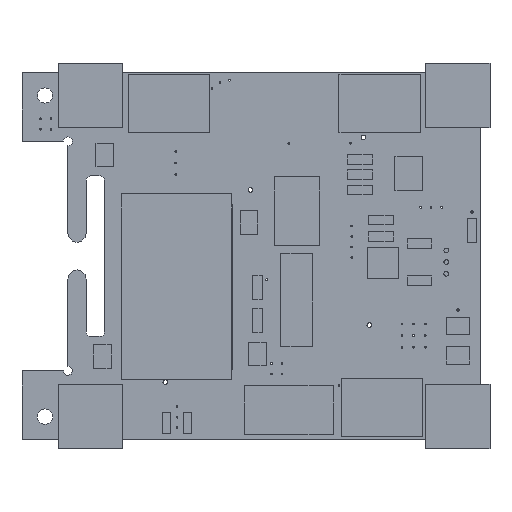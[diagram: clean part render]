
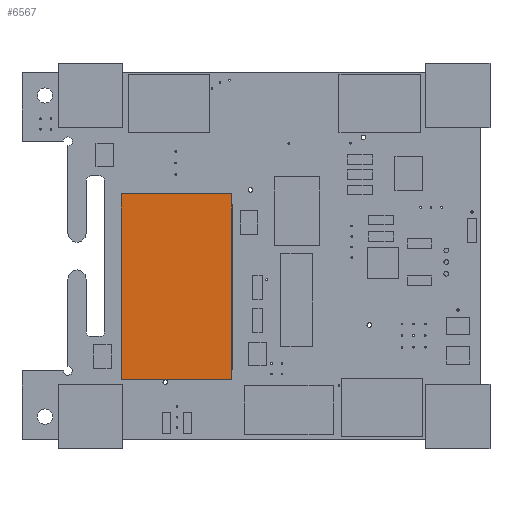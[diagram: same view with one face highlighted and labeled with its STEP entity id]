
A CAD part, top view. The second image highlights one B-rep face of the part: STEP entity #6567.
In plain terms, the highlighted planar face has unit normal (0, 0, 1).
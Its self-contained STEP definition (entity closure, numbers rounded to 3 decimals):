
#498=PLANE('',#7252);
#819=FACE_OUTER_BOUND('',#1284,.T.);
#1284=EDGE_LOOP('',(#5831,#5832,#5833,#5834));
#1899=LINE('',#10620,#2594);
#1902=LINE('',#10626,#2597);
#1905=LINE('',#10632,#2600);
#1908=LINE('',#10636,#2603);
#2594=VECTOR('',#8768,10.);
#2597=VECTOR('',#8773,10.);
#2600=VECTOR('',#8778,10.);
#2603=VECTOR('',#8783,10.);
#3406=VERTEX_POINT('',#10617);
#3407=VERTEX_POINT('',#10619);
#3409=VERTEX_POINT('',#10625);
#3411=VERTEX_POINT('',#10631);
#4227=EDGE_CURVE('',#3407,#3406,#1899,.T.);
#4230=EDGE_CURVE('',#3409,#3407,#1902,.T.);
#4233=EDGE_CURVE('',#3411,#3409,#1905,.T.);
#4236=EDGE_CURVE('',#3406,#3411,#1908,.T.);
#5831=ORIENTED_EDGE('',*,*,#4236,.T.);
#5832=ORIENTED_EDGE('',*,*,#4233,.T.);
#5833=ORIENTED_EDGE('',*,*,#4230,.T.);
#5834=ORIENTED_EDGE('',*,*,#4227,.T.);
#6567=ADVANCED_FACE('',(#819),#498,.T.);
#7252=AXIS2_PLACEMENT_3D('',#10637,#8784,#8785);
#8768=DIRECTION('',(-1.,0.,0.));
#8773=DIRECTION('',(0.,1.,0.));
#8778=DIRECTION('',(1.,0.,0.));
#8783=DIRECTION('',(0.,-1.,0.));
#8784=DIRECTION('center_axis',(0.,0.,1.));
#8785=DIRECTION('ref_axis',(1.,0.,0.));
#10617=CARTESIAN_POINT('',(0.,40.767,0.1));
#10619=CARTESIAN_POINT('',(24.13,40.767,0.1));
#10620=CARTESIAN_POINT('',(24.13,40.767,0.1));
#10625=CARTESIAN_POINT('',(24.13,0.254,0.1));
#10626=CARTESIAN_POINT('',(24.13,0.254,0.1));
#10631=CARTESIAN_POINT('',(0.,0.254,0.1));
#10632=CARTESIAN_POINT('',(0.,0.254,0.1));
#10636=CARTESIAN_POINT('',(0.,40.767,0.1));
#10637=CARTESIAN_POINT('Origin',(12.065,20.511,0.1));
